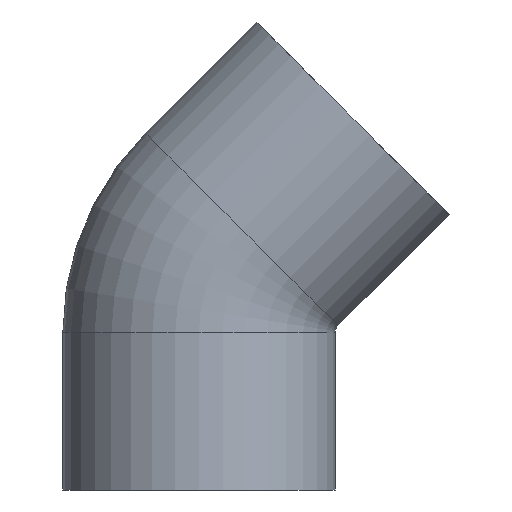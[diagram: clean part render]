
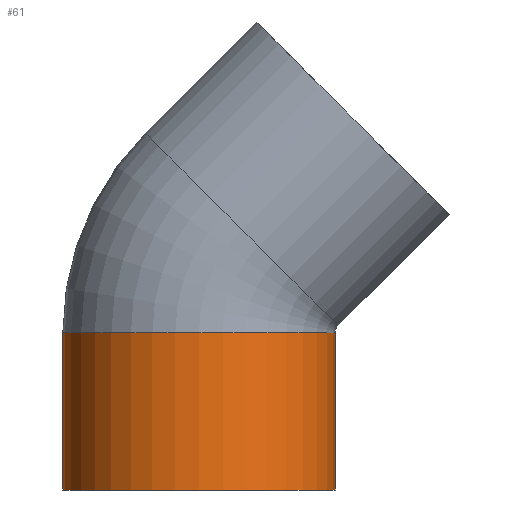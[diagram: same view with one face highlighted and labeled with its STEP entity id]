
A CAD part, front view. The second image highlights one B-rep face of the part: STEP entity #61.
In plain terms, the highlighted cylindrical face has radius 13.75 mm (diameter 27.5 mm), a partial arc.
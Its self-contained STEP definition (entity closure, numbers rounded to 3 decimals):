
#61=ADVANCED_FACE('',(#123),#124,.T.);
#123=FACE_OUTER_BOUND('',#183,.T.);
#124=CYLINDRICAL_SURFACE('',#184,13.75);
#183=EDGE_LOOP('',(#285,#286,#287,#288));
#184=AXIS2_PLACEMENT_3D('',#289,#290,#291);
#285=ORIENTED_EDGE('',*,*,#348,.T.);
#286=ORIENTED_EDGE('',*,*,#372,.F.);
#287=ORIENTED_EDGE('',*,*,#350,.T.);
#288=ORIENTED_EDGE('',*,*,#373,.F.);
#289=CARTESIAN_POINT('',(0.0,0.0,7.945));
#290=DIRECTION('',(0.0,0.0,1.0));
#291=DIRECTION('',(1.0,0.0,0.0));
#348=EDGE_CURVE('',#407,#388,#408,.T.);
#350=EDGE_CURVE('',#384,#409,#411,.T.);
#372=EDGE_CURVE('',#384,#388,#441,.T.);
#373=EDGE_CURVE('',#407,#409,#442,.T.);
#384=VERTEX_POINT('',#453);
#388=VERTEX_POINT('',#457);
#407=VERTEX_POINT('',#608);
#408=LINE('',#609,#610);
#409=VERTEX_POINT('',#611);
#411=LINE('',#613,#614);
#441=CIRCLE('',#778,13.75);
#442=CIRCLE('',#779,13.75);
#453=CARTESIAN_POINT('',(-13.75,0.,15.89));
#457=CARTESIAN_POINT('',(13.75,0.,15.89));
#608=CARTESIAN_POINT('',(13.75,0.0,0.0));
#609=CARTESIAN_POINT('',(13.75,0.,7.945));
#610=VECTOR('',#811,1.0);
#611=CARTESIAN_POINT('',(-13.75,0.,0.0));
#613=CARTESIAN_POINT('',(-13.75,0.,7.945));
#614=VECTOR('',#815,1.0);
#778=AXIS2_PLACEMENT_3D('',#844,#845,#846);
#779=AXIS2_PLACEMENT_3D('',#847,#848,#849);
#811=DIRECTION('',(0.0,0.0,1.0));
#815=DIRECTION('',(-0.0,-0.0,-1.0));
#844=CARTESIAN_POINT('',(0.0,0.,15.89));
#845=DIRECTION('',(0.0,0.0,1.0));
#846=DIRECTION('',(1.0,0.,0.0));
#847=CARTESIAN_POINT('',(0.0,0.0,0.0));
#848=DIRECTION('',(0.0,0.0,-1.0));
#849=DIRECTION('',(1.0,0.0,0.0));
